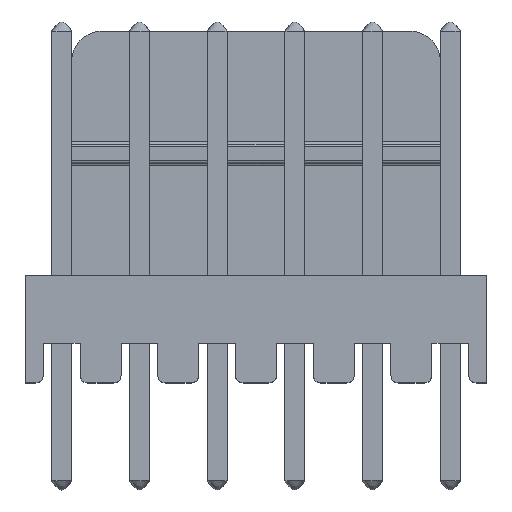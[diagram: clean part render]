
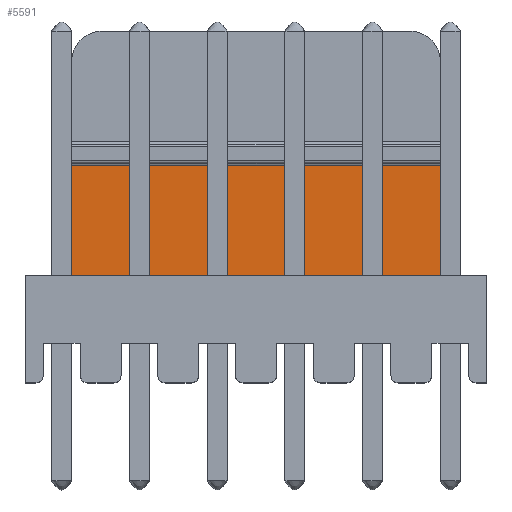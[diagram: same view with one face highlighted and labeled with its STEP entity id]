
A CAD part, top view. The second image highlights one B-rep face of the part: STEP entity #5591.
In plain terms, the highlighted planar face has unit normal (0, 0, 1).
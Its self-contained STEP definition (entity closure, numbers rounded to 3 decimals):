
#616 = ORIENTED_EDGE ( 'NONE', *, *, #3407, .T. ) ;
#702 = VECTOR ( 'NONE', #4938, 1000. ) ;
#743 = EDGE_CURVE ( 'NONE', #1619, #985, #4865, .T. ) ;
#765 = AXIS2_PLACEMENT_3D ( 'NONE', #795, #3901, #1237 ) ;
#795 = CARTESIAN_POINT ( 'NONE',  ( 1.5, 11.5, -4.314 ) ) ;
#985 = VERTEX_POINT ( 'NONE', #986 ) ;
#986 = CARTESIAN_POINT ( 'NONE',  ( 13.56, 3.5, -4.314 ) ) ;
#1237 = DIRECTION ( 'NONE',  ( -1., 0., 0. ) ) ;
#1388 = VECTOR ( 'NONE', #4422, 1000. ) ;
#1464 = VECTOR ( 'NONE', #1932, 1000. ) ;
#1523 = FACE_OUTER_BOUND ( 'NONE', #3668, .T. ) ;
#1619 = VERTEX_POINT ( 'NONE', #3069 ) ;
#1932 = DIRECTION ( 'NONE',  ( 1., 0., 0. ) ) ;
#2024 = ORIENTED_EDGE ( 'NONE', *, *, #743, .T. ) ;
#2263 = CARTESIAN_POINT ( 'NONE',  ( 1.5, 11.5, -4.314 ) ) ;
#2347 = LINE ( 'NONE', #5137, #4722 ) ;
#2406 = VERTEX_POINT ( 'NONE', #5039 ) ;
#2471 = DIRECTION ( 'NONE',  ( -1., 0., 0. ) ) ;
#2695 = CARTESIAN_POINT ( 'NONE',  ( 13.56, 11.5, -4.314 ) ) ;
#3069 = CARTESIAN_POINT ( 'NONE',  ( 1.5, 3.5, -4.314 ) ) ;
#3271 = ORIENTED_EDGE ( 'NONE', *, *, #3831, .F. ) ;
#3407 = EDGE_CURVE ( 'NONE', #3862, #1619, #5278, .T. ) ;
#3668 = EDGE_LOOP ( 'NONE', ( #3271, #5761, #616, #2024 ) ) ;
#3831 = EDGE_CURVE ( 'NONE', #2406, #985, #4778, .T. ) ;
#3862 = VERTEX_POINT ( 'NONE', #4040 ) ;
#3901 = DIRECTION ( 'NONE',  ( 0., 0., -1. ) ) ;
#4040 = CARTESIAN_POINT ( 'NONE',  ( 1.5, 7.1, -4.314 ) ) ;
#4422 = DIRECTION ( 'NONE',  ( 0., -1., 0. ) ) ;
#4593 = CARTESIAN_POINT ( 'NONE',  ( 1.5, 3.5, -4.314 ) ) ;
#4722 = VECTOR ( 'NONE', #2471, 1000. ) ;
#4768 = PLANE ( 'NONE',  #765 ) ;
#4778 = LINE ( 'NONE', #2695, #1388 ) ;
#4865 = LINE ( 'NONE', #4593, #1464 ) ;
#4938 = DIRECTION ( 'NONE',  ( 0., -1., 0. ) ) ;
#5039 = CARTESIAN_POINT ( 'NONE',  ( 13.56, 7.1, -4.314 ) ) ;
#5137 = CARTESIAN_POINT ( 'NONE',  ( 1.5, 7.1, -4.314 ) ) ;
#5278 = LINE ( 'NONE', #2263, #702 ) ;
#5531 = EDGE_CURVE ( 'NONE', #2406, #3862, #2347, .T. ) ;
#5591 = ADVANCED_FACE ( 'NONE', ( #1523 ), #4768, .F. ) ;
#5761 = ORIENTED_EDGE ( 'NONE', *, *, #5531, .T. ) ;
